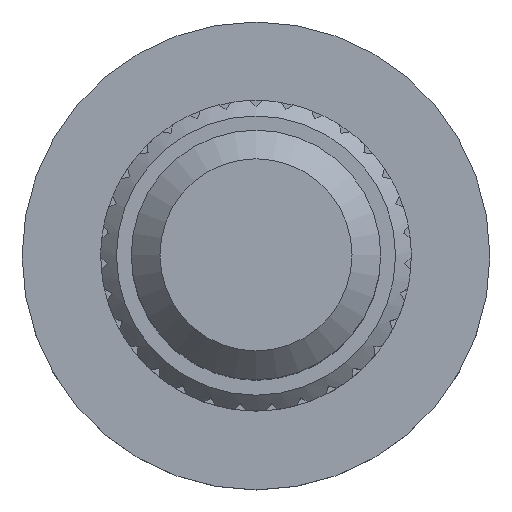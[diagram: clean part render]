
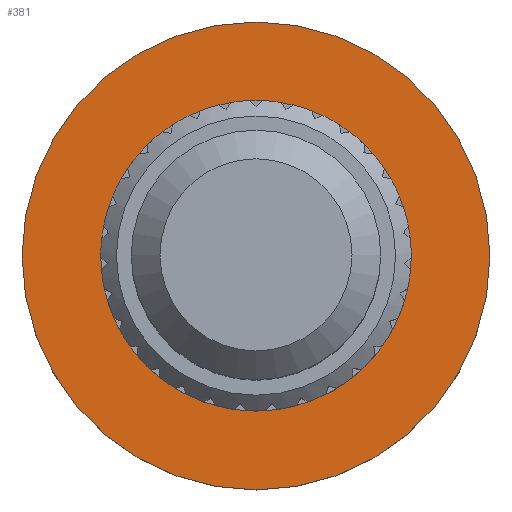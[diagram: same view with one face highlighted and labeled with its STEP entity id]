
A CAD part, top view. The second image highlights one B-rep face of the part: STEP entity #381.
In plain terms, the highlighted planar face has unit normal (0, 0, 1).
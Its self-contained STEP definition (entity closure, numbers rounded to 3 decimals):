
#381 = ADVANCED_FACE( '', ( #782, #783 ), #784, .F. );
#782 = FACE_BOUND( '', #1195, .T. );
#783 = FACE_OUTER_BOUND( '', #1196, .T. );
#784 = PLANE( '', #1197 );
#1195 = EDGE_LOOP( '', ( #2268 ) );
#1196 = EDGE_LOOP( '', ( #2269 ) );
#1197 = AXIS2_PLACEMENT_3D( '', #2270, #2271, #2272 );
#2268 = ORIENTED_EDGE( '', *, *, #2829, .T. );
#2269 = ORIENTED_EDGE( '', *, *, #2633, .F. );
#2270 = CARTESIAN_POINT( '', ( 0., 0., 2. ) );
#2271 = DIRECTION( '', ( 0., 0., -1. ) );
#2272 = DIRECTION( '', ( -1., 0., 0. ) );
#2633 = EDGE_CURVE( '', #3230, #3230, #3231, .T. );
#2829 = EDGE_CURVE( '', #3470, #3470, #3471, .T. );
#3230 = VERTEX_POINT( '', #4183 );
#3231 = CIRCLE( '', #4184, 7.5 );
#3470 = VERTEX_POINT( '', #4692 );
#3471 = CIRCLE( '', #4693, 4.974 );
#4183 = CARTESIAN_POINT( '', ( 7.5, 0., 2. ) );
#4184 = AXIS2_PLACEMENT_3D( '', #4914, #4915, #4916 );
#4692 = CARTESIAN_POINT( '', ( 4.974, 0., 2. ) );
#4693 = AXIS2_PLACEMENT_3D( '', #5006, #5007, #5008 );
#4914 = CARTESIAN_POINT( '', ( 0., 0., 2. ) );
#4915 = DIRECTION( '', ( 0., 0., -1. ) );
#4916 = DIRECTION( '', ( 1., 0., 0. ) );
#5006 = CARTESIAN_POINT( '', ( 0., 0., 2. ) );
#5007 = DIRECTION( '', ( 0., 0., -1. ) );
#5008 = DIRECTION( '', ( 1., 0., 0. ) );
